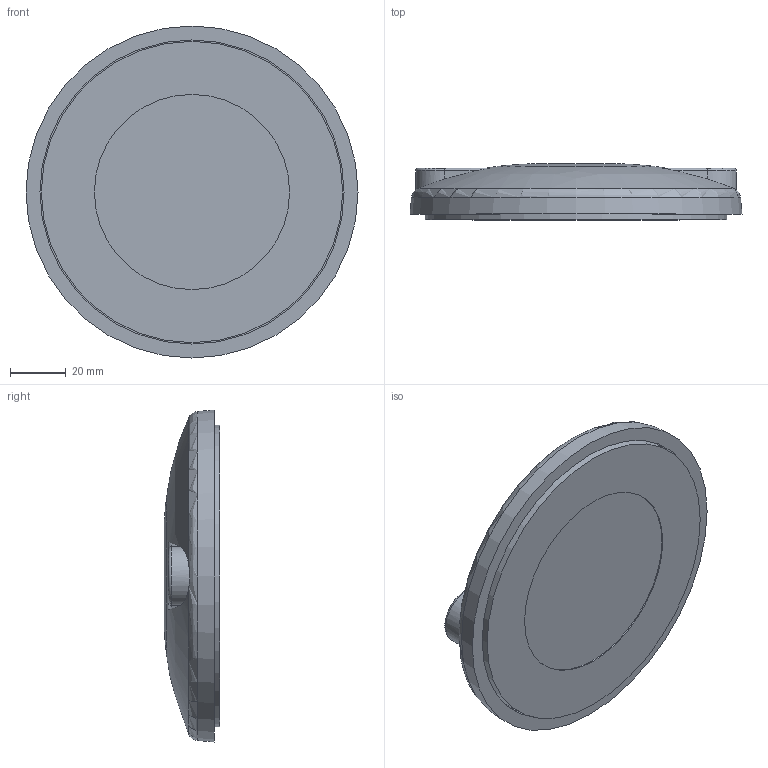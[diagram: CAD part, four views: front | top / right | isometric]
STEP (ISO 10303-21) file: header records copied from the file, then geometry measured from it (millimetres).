
FILE_DESCRIPTION(/* description */ ('STEP AP214'),/* implementation_level */ '2;1');
FILE_NAME(/* name */ '1011888.stp',/* time_stamp */ '2024-06-13T10:29:02+02:00',/* author */ ('Bo'),/* organization */ ('CADENAS'),/* preprocessor_version */ 'ST-DEVELOPER v20',/* originating_system */ 'Autodesk Inventor 2025',/* authorisation */ ' ');
FILE_SCHEMA (('AUTOMOTIVE_DESIGN { 1 0 10303 214 3 1 1 }'));
Length unit declared in the file: millimetre
Products named in the file (1): 1011888
Bounding box: 119 x 20 x 119 mm (x, y, z)
Volume: 172160 mm3; surface area: 30977.9 mm2
Topology: 1 solids, 2 shells, 33 faces, 68 edges, 43 vertices
Faces by surface type: plane 14, cylinder 11, torus 3, bspline 2, cone 2, sphere 1
Full cylindrical faces by diameter (mm): 14.8 x1, 15 x1, 70 x1, 108 x1, 109 x1
Entity records: 1161 total; most frequent: CARTESIAN_POINT 400, DIRECTION 143, ORIENTED_EDGE 134, EDGE_CURVE 67, AXIS2_PLACEMENT_3D 62, VERTEX_POINT 43, EDGE_LOOP 38, FACE_OUTER_BOUND 33
